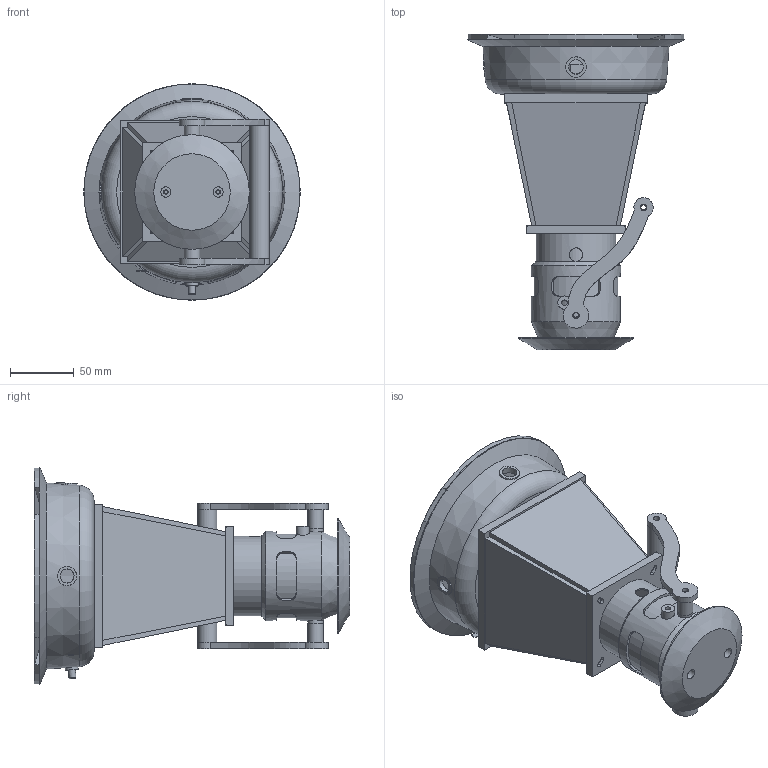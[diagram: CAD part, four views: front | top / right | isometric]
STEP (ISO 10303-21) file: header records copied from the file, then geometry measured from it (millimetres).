
FILE_DESCRIPTION(/* description */ (''),/* implementation_level */ '2;1');
FILE_NAME(/* name */ 'sodium lantern v25.step',/* time_stamp */ '2025-11-05T10:08:40-05:00',/* author */ (''),/* organization */ (''),/* preprocessor_version */ 'ST-DEVELOPER v20.1',/* originating_system */ 'Autodesk Translation Framework v14.17.0.0',/* authorisation */ '');
FILE_SCHEMA (('AUTOMOTIVE_DESIGN { 1 0 10303 214 3 1 1 }'));
Length unit declared in the file: millimetre
Products named in the file (17): sodium lantern; glass; bottom flange; sodium bulb; bulb; socket; spacer; top cap; bottom cap; base 1; base lid; decorative top cap; lower handle spacer; handle; handle arm; switch V-153-1C25; ignition button
Assembly tree (19 placements, depth 3):
  sodium lantern
    glass
    bottom flange
    sodium bulb
      bulb
      socket
    spacer  x2
    top cap
    bottom cap
    base 1
    base lid
    decorative top cap
    lower handle spacer  x2
    handle arm  x2
    handle
    switch V-153-1C25
    ignition button
Bounding box: 170 x 247.75 x 170 mm (x, y, z)
Volume: 607031 mm3; surface area: 322242.2 mm2
Topology: 18 solids, 18 shells, 385 faces, 950 edges, 628 vertices
Faces by surface type: plane 232, cylinder 133, cone 12, bspline 5, torus 3
Full cylindrical faces by diameter (mm): 2.529 x6, 3.1 x2, 3.332 x4, 3.5 x6, 4 x6, 4.234 x4, 5 x6, 5.5 x1, 6 x1, 7.85 x1, 8 x2, 10 x3, 10.5 x3, 11 x1, 11.5 x1, 12 x6, 15 x3, 16 x2, 24.8 x1, 28 x1, 32 x2, 33 x1, 60 x1, 62.5 x2, 70 x1, 80.75 x1, 83 x1, 90 x1, 170 x1
Entity records: 12492 total; most frequent: CARTESIAN_POINT 2912, DIRECTION 1904, ORIENTED_EDGE 1810, EDGE_CURVE 905, AXIS2_PLACEMENT_3D 680, VERTEX_POINT 598, LINE 544, VECTOR 544
